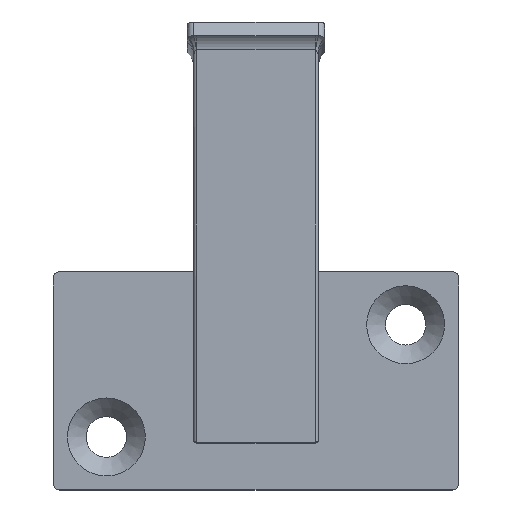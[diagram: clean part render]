
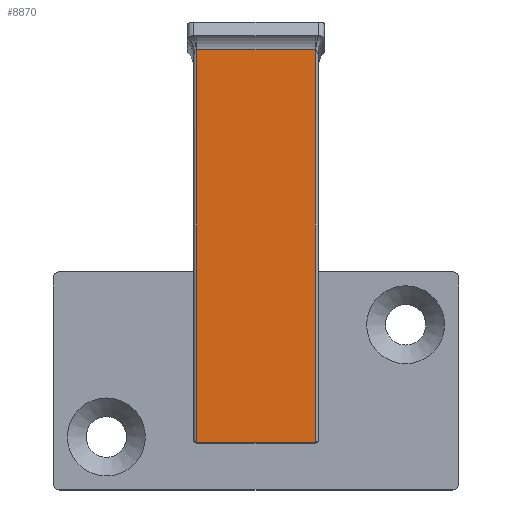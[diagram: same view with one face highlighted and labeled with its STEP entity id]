
A CAD part, top view. The second image highlights one B-rep face of the part: STEP entity #8870.
In plain terms, the highlighted planar face has unit normal (0, 0, 1).
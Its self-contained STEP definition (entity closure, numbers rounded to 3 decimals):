
#374 = EDGE_CURVE ( 'NONE', #4600, #12415, #11032, .T. ) ;
#514 = DIRECTION ( 'NONE',  ( 0., -1., 0. ) ) ;
#605 = CARTESIAN_POINT ( 'NONE',  ( 9.5, -10., 85. ) ) ;
#1278 = ORIENTED_EDGE ( 'NONE', *, *, #10176, .T. ) ;
#2892 = DIRECTION ( 'NONE',  ( -1., 0., 0. ) ) ;
#4600 = VERTEX_POINT ( 'NONE', #605 ) ;
#4838 = CARTESIAN_POINT ( 'NONE',  ( 9.5, 52.971, 85. ) ) ;
#4865 = CARTESIAN_POINT ( 'NONE',  ( 10., -10., 85. ) ) ;
#5129 = VECTOR ( 'NONE', #13545, 1000. ) ;
#5613 = ORIENTED_EDGE ( 'NONE', *, *, #13435, .T. ) ;
#7694 = CARTESIAN_POINT ( 'NONE',  ( 10., -10., 85. ) ) ;
#7719 = CARTESIAN_POINT ( 'NONE',  ( 9.5, -10., 85. ) ) ;
#7873 = EDGE_CURVE ( 'NONE', #4600, #8453, #14183, .T. ) ;
#8124 = VERTEX_POINT ( 'NONE', #11620 ) ;
#8383 = AXIS2_PLACEMENT_3D ( 'NONE', #4865, #14110, #12897 ) ;
#8453 = VERTEX_POINT ( 'NONE', #13629 ) ;
#8823 = DIRECTION ( 'NONE',  ( 0., 1., 0. ) ) ;
#8870 = ADVANCED_FACE ( 'NONE', ( #13104 ), #10695, .F. ) ;
#10176 = EDGE_CURVE ( 'NONE', #8124, #8453, #14169, .T. ) ;
#10230 = VECTOR ( 'NONE', #514, 1000. ) ;
#10531 = LINE ( 'NONE', #13743, #5129 ) ;
#10695 = PLANE ( 'NONE',  #8383 ) ;
#11032 = LINE ( 'NONE', #7719, #13740 ) ;
#11620 = CARTESIAN_POINT ( 'NONE',  ( -9.5, 52.971, 85. ) ) ;
#12210 = VECTOR ( 'NONE', #2892, 1000. ) ;
#12415 = VERTEX_POINT ( 'NONE', #4838 ) ;
#12897 = DIRECTION ( 'NONE',  ( -1., 0., 0. ) ) ;
#13104 = FACE_OUTER_BOUND ( 'NONE', #14596, .T. ) ;
#13286 = CARTESIAN_POINT ( 'NONE',  ( -9.5, -10., 85. ) ) ;
#13435 = EDGE_CURVE ( 'NONE', #12415, #8124, #10531, .T. ) ;
#13545 = DIRECTION ( 'NONE',  ( -1., 0., 0. ) ) ;
#13629 = CARTESIAN_POINT ( 'NONE',  ( -9.5, -10., 85. ) ) ;
#13740 = VECTOR ( 'NONE', #8823, 1000. ) ;
#13743 = CARTESIAN_POINT ( 'NONE',  ( 10., 52.971, 85. ) ) ;
#13759 = ORIENTED_EDGE ( 'NONE', *, *, #374, .T. ) ;
#14072 = ORIENTED_EDGE ( 'NONE', *, *, #7873, .F. ) ;
#14110 = DIRECTION ( 'NONE',  ( 0., 0., -1. ) ) ;
#14169 = LINE ( 'NONE', #13286, #10230 ) ;
#14183 = LINE ( 'NONE', #7694, #12210 ) ;
#14596 = EDGE_LOOP ( 'NONE', ( #13759, #5613, #1278, #14072 ) ) ;
